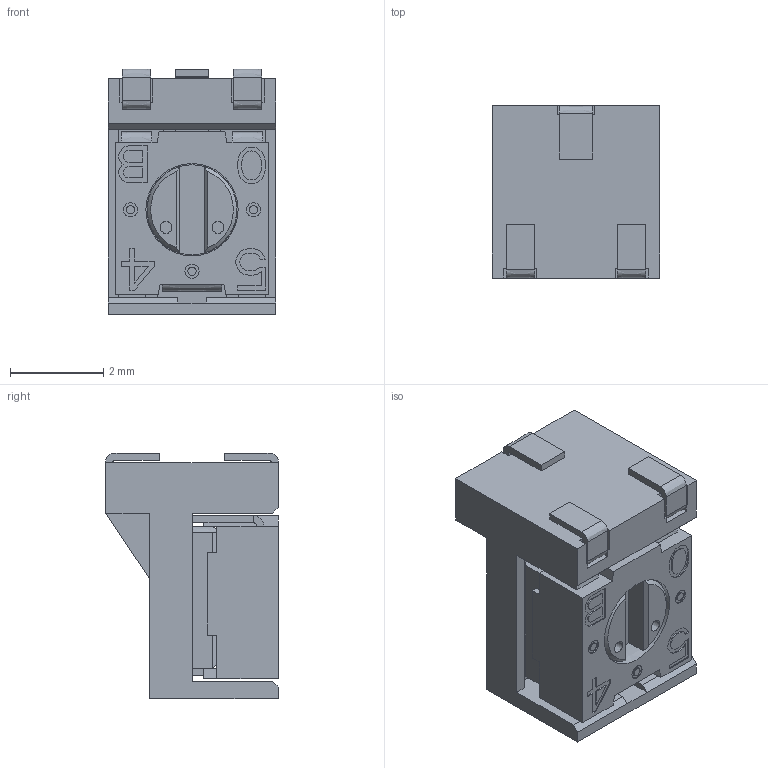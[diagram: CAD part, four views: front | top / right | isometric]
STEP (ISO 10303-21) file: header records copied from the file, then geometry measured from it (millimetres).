
FILE_DESCRIPTION((''),'2;1');
FILE_NAME('A3313J-B-POT_ASSY_ASM','2011-02-01T',('minhn'),('Bourns, Inc.'),'PRO/ENGINEER BY PARAMETRIC TECHNOLOGY CORPORATION, 2001200','PRO/ENGINEER BY PARAMETRIC TECHNOLOGY CORPORATION, 2001200','');
FILE_SCHEMA(('AUTOMOTIVE_DESIGN_CC2 { 1 2 10303 214 -1 1 5 2 }'));
Length unit declared in the file: inch
Products named in the file (2): P3313-A-HSG; A3313J-B-POT_ASSY_ASM
Assembly tree (1 placements, depth 2):
  A3313J-B-POT_ASSY_ASM
    P3313-A-HSG
Bounding box: 3.61 x 3.71 x 5.28 mm (x, y, z)
Volume: 44.7 mm3; surface area: 206 mm2
Topology: 1 solids, 4 shells, 470 faces, 1295 edges, 833 vertices
Faces by surface type: bspline 470
Entity records: 19934 total; most frequent: CARTESIAN_POINT 5287, ORIENTED_EDGE 2590, DIRECTION 1445, PRESENTATION_STYLE_ASSIGNMENT 1303, STYLED_ITEM 1296, CURVE_STYLE 1295, EDGE_CURVE 1295, VECTOR 1127
